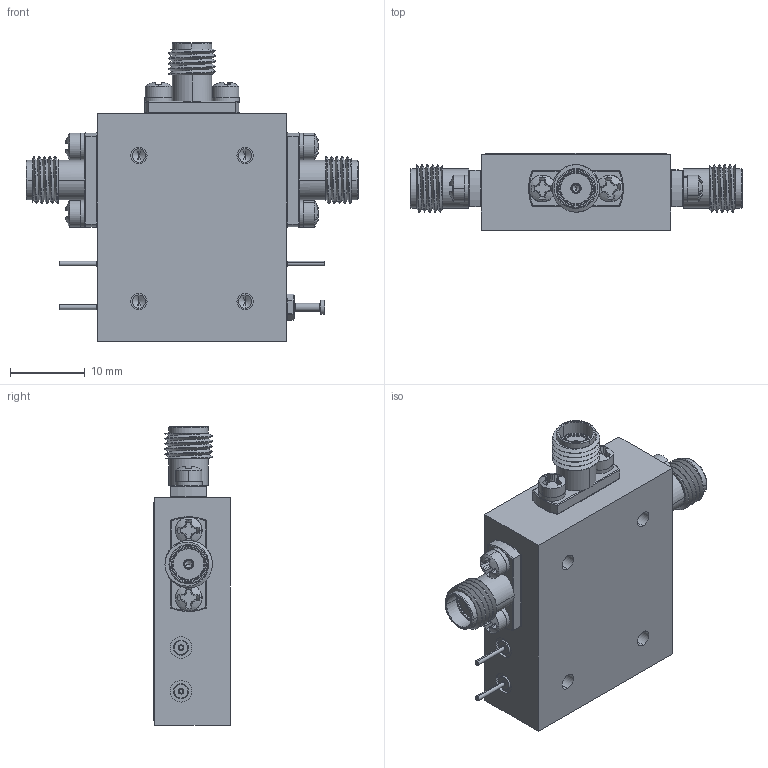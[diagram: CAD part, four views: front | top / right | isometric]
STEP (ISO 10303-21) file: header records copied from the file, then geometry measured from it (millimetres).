
FILE_DESCRIPTION (( 'STEP AP214' ), '1' );
FILE_NAME ('P2T-1840-60-R-1W-292FF.STEP', '2024-01-04T12:36:16', ( '' ), ( '' ), 'SwSTEP 2.0', 'SolidWorks 2023', '' );
FILE_SCHEMA (( 'AUTOMOTIVE_DESIGN' ));
Length unit declared in the file: inch
Products named in the file (1): P2T-1840-60-R-1W-292FF
Bounding box: 44.45 x 10.29 x 40.01 mm (x, y, z)
Volume: 8687.9 mm3; surface area: 6659.5 mm2
Topology: 31 solids, 31 shells, 1077 faces, 3447 edges, 2611 vertices
Faces by surface type: plane 416, cylinder 312, torus 201, cone 85, sphere 45, bspline 18
Entity records: 60799 total; most frequent: CARTESIAN_POINT 15775, ORIENTED_EDGE 6766, DIRECTION 5982, EDGE_CURVE 3383, VERTEX_POINT 2599, AXIS2_PLACEMENT_3D 2263, LINE 1456, VECTOR 1456
